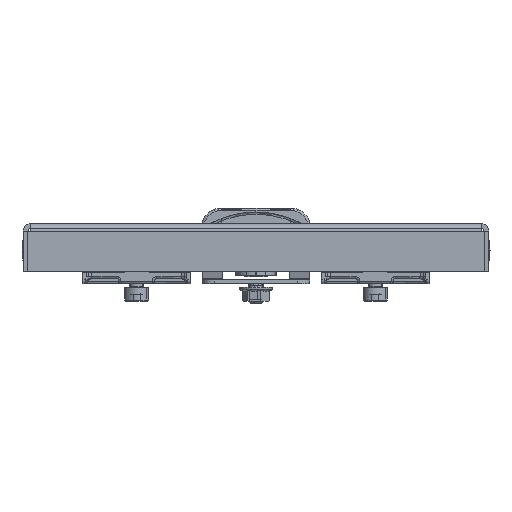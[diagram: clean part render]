
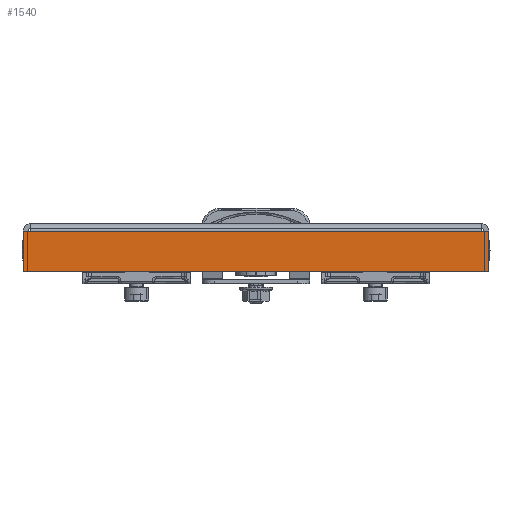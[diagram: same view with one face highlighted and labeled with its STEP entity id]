
A CAD part, left-side view. The second image highlights one B-rep face of the part: STEP entity #1540.
In plain terms, the highlighted planar face has unit normal (-1, 0, 0).
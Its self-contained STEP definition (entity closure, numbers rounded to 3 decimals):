
#1540 = ADVANCED_FACE ( 'NONE', ( #15850 ), #13215, .F. ) ;
#5697 = CARTESIAN_POINT ( 'NONE',  ( -497., 94.5, -3. ) ) ;
#5728 = CARTESIAN_POINT ( 'NONE',  ( -497., -97.5, -3. ) ) ;
#5737 = CARTESIAN_POINT ( 'NONE',  ( -497., 97.5, -3. ) ) ;
#8529 = CARTESIAN_POINT ( 'NONE',  ( -497., -97.5, -3. ) ) ;
#8530 = CARTESIAN_POINT ( 'NONE',  ( -497., 0., -20. ) ) ;
#8531 = DIRECTION ( 'NONE',  ( 0., -1., 0. ) ) ;
#8536 = DIRECTION ( 'NONE',  ( 0., -1., 0. ) ) ;
#8537 = CARTESIAN_POINT ( 'NONE',  ( -497., 97.5, 0. ) ) ;
#8541 = CARTESIAN_POINT ( 'NONE',  ( -497., -97.5, 0. ) ) ;
#8542 = DIRECTION ( 'NONE',  ( 0., 0., 1. ) ) ;
#8546 = CARTESIAN_POINT ( 'NONE',  ( -497., -97.5, -3. ) ) ;
#8549 = DIRECTION ( 'NONE',  ( 0., 0., -1. ) ) ;
#8554 = DIRECTION ( 'NONE',  ( 0., -1., 0. ) ) ;
#8555 = CARTESIAN_POINT ( 'NONE',  ( -497., -97.5, -3. ) ) ;
#8556 = DIRECTION ( 'NONE',  ( 0., -1., 0. ) ) ;
#11744 = LINE ( 'NONE', #8529, #11749 ) ;
#11749 = VECTOR ( 'NONE', #8531, 1000. ) ;
#11750 = LINE ( 'NONE', #8530, #11758 ) ;
#11758 = VECTOR ( 'NONE', #8536, 1000. ) ;
#11763 = LINE ( 'NONE', #8541, #11768 ) ;
#11768 = VECTOR ( 'NONE', #8542, 1000. ) ;
#11773 = LINE ( 'NONE', #8537, #11781 ) ;
#11777 = LINE ( 'NONE', #8546, #11790 ) ;
#11781 = VECTOR ( 'NONE', #8549, 1000. ) ;
#11788 = LINE ( 'NONE', #8555, #11792 ) ;
#11790 = VECTOR ( 'NONE', #8554, 1000. ) ;
#11792 = VECTOR ( 'NONE', #8556, 1000. ) ;
#13197 = CARTESIAN_POINT ( 'NONE',  ( -497., 0., 0. ) ) ;
#13215 = PLANE ( 'NONE',  #14313 ) ;
#13221 = DIRECTION ( 'NONE',  ( 1., 0., 0. ) ) ;
#13223 = DIRECTION ( 'NONE',  ( 0., 0., -1. ) ) ;
#14313 = AXIS2_PLACEMENT_3D ( 'NONE', #13197, #13221, #13223 ) ;
#15850 = FACE_OUTER_BOUND ( 'NONE', #28251, .T. ) ;
#16861 = EDGE_CURVE ( 'NONE', #19669, #32708, #11744, .T. ) ;
#16864 = EDGE_CURVE ( 'NONE', #30643, #32653, #11750, .T. ) ;
#16867 = EDGE_CURVE ( 'NONE', #32653, #19869, #11763, .T. ) ;
#16871 = EDGE_CURVE ( 'NONE', #19962, #30643, #11773, .T. ) ;
#16874 = EDGE_CURVE ( 'NONE', #32708, #19869, #11777, .T. ) ;
#16875 = EDGE_CURVE ( 'NONE', #19962, #19669, #11788, .T. ) ;
#17509 = CARTESIAN_POINT ( 'NONE',  ( -497., -97.5, -20. ) ) ;
#17536 = CARTESIAN_POINT ( 'NONE',  ( -497., -94.5, -3. ) ) ;
#19669 = VERTEX_POINT ( 'NONE', #5697 ) ;
#19869 = VERTEX_POINT ( 'NONE', #5728 ) ;
#19962 = VERTEX_POINT ( 'NONE', #5737 ) ;
#21786 = ORIENTED_EDGE ( 'NONE', *, *, #16875, .F. ) ;
#21787 = ORIENTED_EDGE ( 'NONE', *, *, #16871, .T. ) ;
#21788 = ORIENTED_EDGE ( 'NONE', *, *, #16864, .T. ) ;
#21789 = ORIENTED_EDGE ( 'NONE', *, *, #16867, .T. ) ;
#21790 = ORIENTED_EDGE ( 'NONE', *, *, #16874, .F. ) ;
#21791 = ORIENTED_EDGE ( 'NONE', *, *, #16861, .F. ) ;
#28251 = EDGE_LOOP ( 'NONE', ( #21786, #21787, #21788, #21789, #21790, #21791 ) ) ;
#28372 = CARTESIAN_POINT ( 'NONE',  ( -497., 97.5, -20. ) ) ;
#30643 = VERTEX_POINT ( 'NONE', #28372 ) ;
#32653 = VERTEX_POINT ( 'NONE', #17509 ) ;
#32708 = VERTEX_POINT ( 'NONE', #17536 ) ;
